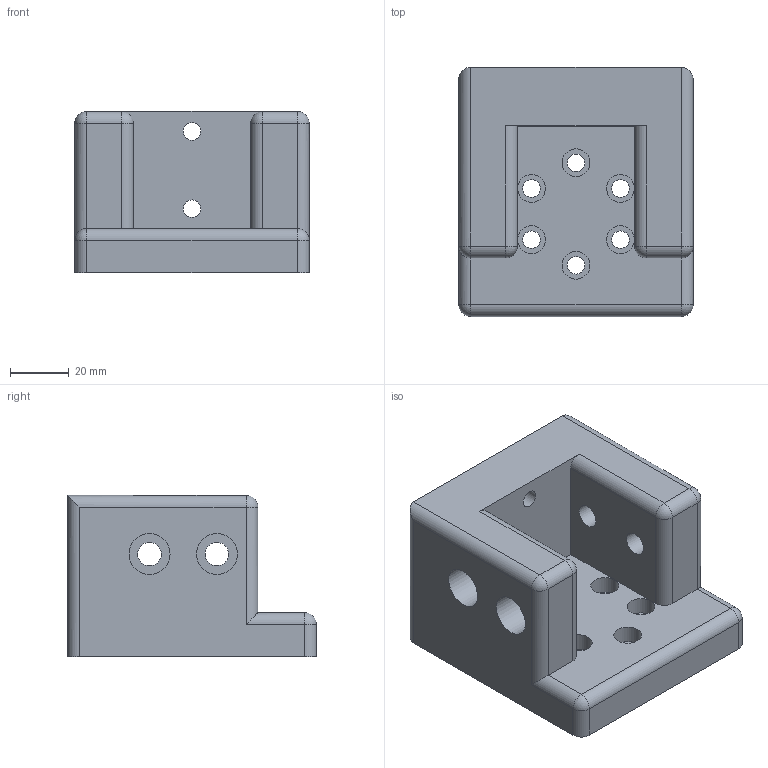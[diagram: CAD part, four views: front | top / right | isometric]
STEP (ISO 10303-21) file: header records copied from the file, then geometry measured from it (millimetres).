
FILE_DESCRIPTION(/* description */ (''),/* implementation_level */ '2;1');
FILE_NAME(/* name */ 'link_adapter.stp',/* time_stamp */ '2022-03-31T14:47:49+02:00',/* author */ ('divij'),/* organization */ (''),/* preprocessor_version */ 'ST-DEVELOPER v18.1',/* originating_system */ 'Autodesk Inventor 2022',/* authorisation */ '');
FILE_SCHEMA (('AUTOMOTIVE_DESIGN { 1 0 10303 214 3 1 1 }'));
Length unit declared in the file: millimetre
Products named in the file (1): link_adapter
Bounding box: 80 x 85 x 55 mm (x, y, z)
Volume: 214695.6 mm3; surface area: 38106.1 mm2
Topology: 1 solids, 1 shells, 85 faces, 185 edges, 116 vertices
Faces by surface type: cylinder 41, plane 38, sphere 6
Full cylindrical faces by diameter (mm): 6 x9, 8 x4, 9.5 x6, 14 x4, 51 x1
Entity records: 2410 total; most frequent: DIRECTION 435, CARTESIAN_POINT 387, ORIENTED_EDGE 370, EDGE_CURVE 185, AXIS2_PLACEMENT_3D 164, EDGE_LOOP 123, VERTEX_POINT 116, LINE 107
